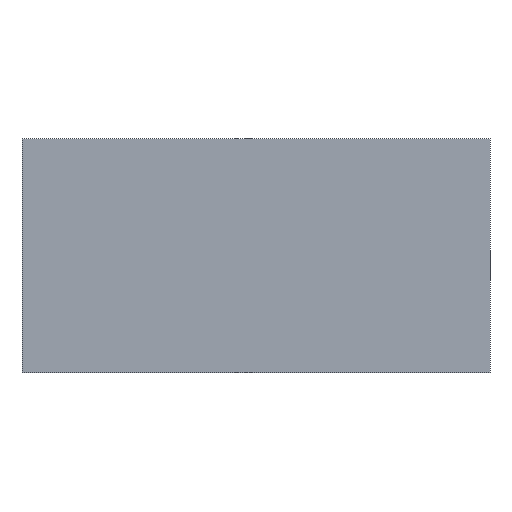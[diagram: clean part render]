
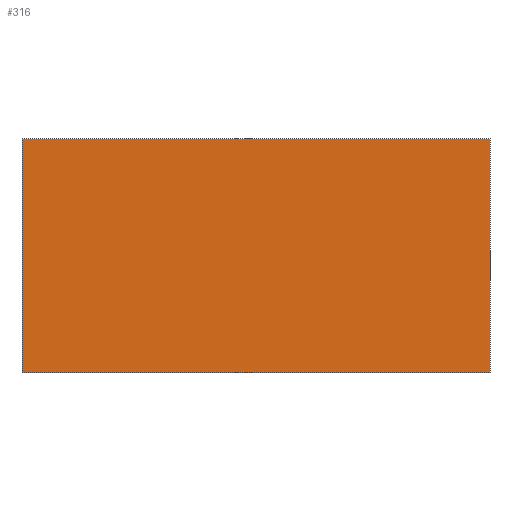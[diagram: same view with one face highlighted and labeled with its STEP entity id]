
A CAD part, front view. The second image highlights one B-rep face of the part: STEP entity #316.
In plain terms, the highlighted planar face has unit normal (0, -1, 0).
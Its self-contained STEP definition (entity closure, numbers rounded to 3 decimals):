
#36=FACE_OUTER_BOUND('',#56,.T.);
#56=EDGE_LOOP('',(#279,#280,#281,#282));
#77=LINE('',#522,#109);
#81=LINE('',#530,#113);
#84=LINE('',#536,#116);
#87=LINE('',#541,#119);
#109=VECTOR('',#436,10.);
#113=VECTOR('',#442,10.);
#116=VECTOR('',#447,10.);
#119=VECTOR('',#452,10.);
#149=VERTEX_POINT('',#520);
#150=VERTEX_POINT('',#521);
#153=VERTEX_POINT('',#529);
#155=VERTEX_POINT('',#535);
#187=EDGE_CURVE('',#149,#150,#77,.T.);
#191=EDGE_CURVE('',#153,#149,#81,.T.);
#194=EDGE_CURVE('',#155,#153,#84,.T.);
#197=EDGE_CURVE('',#150,#155,#87,.T.);
#279=ORIENTED_EDGE('',*,*,#197,.F.);
#280=ORIENTED_EDGE('',*,*,#187,.F.);
#281=ORIENTED_EDGE('',*,*,#191,.F.);
#282=ORIENTED_EDGE('',*,*,#194,.F.);
#298=PLANE('',#367);
#316=ADVANCED_FACE('',(#36),#298,.F.);
#367=AXIS2_PLACEMENT_3D('',#544,#456,#457);
#436=DIRECTION('',(1.,0.,0.));
#442=DIRECTION('',(0.,0.,1.));
#447=DIRECTION('',(-1.,0.,0.));
#452=DIRECTION('',(0.,0.,-1.));
#456=DIRECTION('center_axis',(0.,1.,0.));
#457=DIRECTION('ref_axis',(0.,0.,1.));
#520=CARTESIAN_POINT('',(0.,0.,0.));
#521=CARTESIAN_POINT('',(80.,0.,0.));
#522=CARTESIAN_POINT('',(0.,0.,0.));
#529=CARTESIAN_POINT('',(0.,0.,-40.));
#530=CARTESIAN_POINT('',(0.,0.,-40.));
#535=CARTESIAN_POINT('',(80.,0.,-40.));
#536=CARTESIAN_POINT('',(80.,0.,-40.));
#541=CARTESIAN_POINT('',(80.,0.,0.));
#544=CARTESIAN_POINT('Origin',(40.,0.,-20.));
